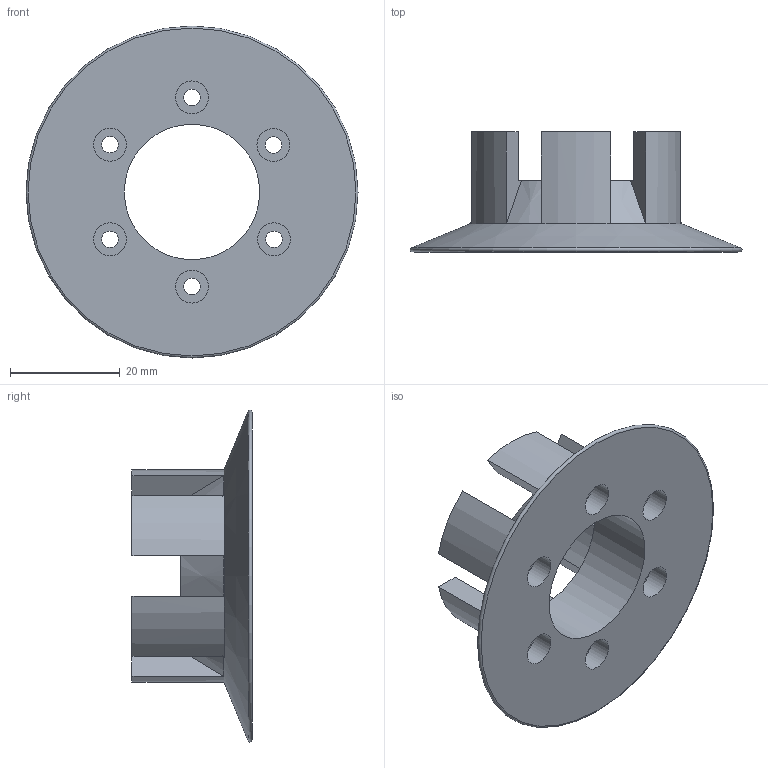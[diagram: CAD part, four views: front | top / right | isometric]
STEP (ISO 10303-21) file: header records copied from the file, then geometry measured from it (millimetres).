
FILE_DESCRIPTION(/* description */ (''),/* implementation_level */ '2;1');
FILE_NAME(/* name */ 'ES Gear Backplate 90mm Wheels v5.step',/* time_stamp */ '2019-07-28T21:06:13-07:00',/* author */ (''),/* organization */ (''),/* preprocessor_version */ 'ST-DEVELOPER v18',/* originating_system */ 'Autodesk Translation Framework v8.2.0.1029',/* authorisation */ '');
FILE_SCHEMA (('AUTOMOTIVE_DESIGN { 1 0 10303 214 3 1 1 }'));
Length unit declared in the file: millimetre
Products named in the file (2): ES Gear Backplate 90mm Wheels; Hub Connector
Assembly tree (1 placements, depth 2):
  ES Gear Backplate 90mm Wheels
    Hub Connector
Bounding box: 60.42 x 21.84 x 60.42 mm (x, y, z)
Volume: 13547.8 mm3; surface area: 10008.6 mm2
Topology: 1 solids, 1 shells, 54 faces, 144 edges, 98 vertices
Faces by surface type: plane 26, cylinder 20, cone 7, torus 1
Full cylindrical faces by diameter (mm): 3 x6, 6 x6, 24.638 x1, 38.608 x1
Entity records: 1794 total; most frequent: CARTESIAN_POINT 323, DIRECTION 315, ORIENTED_EDGE 288, EDGE_CURVE 144, AXIS2_PLACEMENT_3D 126, VERTEX_POINT 98, EDGE_LOOP 74, CIRCLE 69
